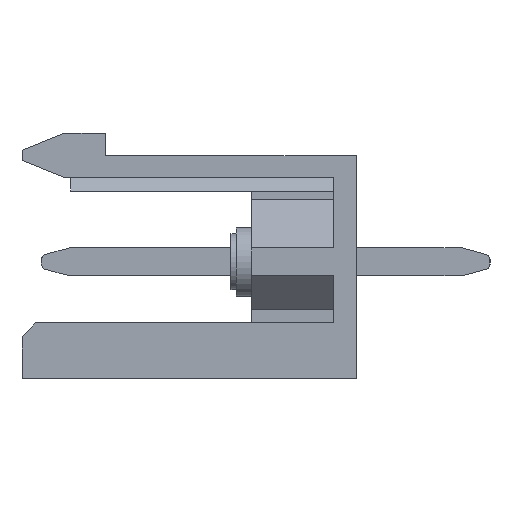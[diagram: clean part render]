
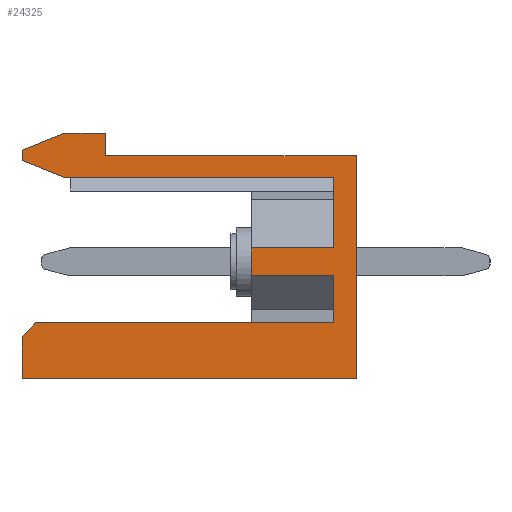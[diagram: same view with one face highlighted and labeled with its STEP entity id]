
A CAD part, left-side view. The second image highlights one B-rep face of the part: STEP entity #24325.
In plain terms, the highlighted planar face has unit normal (-1, 0, 0).
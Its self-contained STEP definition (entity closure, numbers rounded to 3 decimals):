
#366 = VERTEX_POINT ( 'NONE', #9916 ) ;
#439 = LINE ( 'NONE', #8857, #5242 ) ;
#455 = CARTESIAN_POINT ( 'NONE',  ( 0., 10.5, -0.77 ) ) ;
#677 = LINE ( 'NONE', #25388, #1318 ) ;
#903 = EDGE_CURVE ( 'NONE', #14821, #6531, #9305, .T. ) ;
#958 = EDGE_CURVE ( 'NONE', #16583, #24892, #677, .T. ) ;
#996 = VECTOR ( 'NONE', #2290, 1000. ) ;
#1142 = EDGE_CURVE ( 'NONE', #13729, #18775, #17039, .T. ) ;
#1218 = EDGE_CURVE ( 'NONE', #18877, #5520, #15201, .T. ) ;
#1318 = VECTOR ( 'NONE', #24908, 1000. ) ;
#1951 = CARTESIAN_POINT ( 'NONE',  ( 0., 0.8, -0.77 ) ) ;
#1993 = EDGE_CURVE ( 'NONE', #15386, #7226, #7403, .T. ) ;
#2158 = VERTEX_POINT ( 'NONE', #23804 ) ;
#2290 = DIRECTION ( 'NONE',  ( 0., 0.928, 0.371 ) ) ;
#2431 = EDGE_CURVE ( 'NONE', #18677, #13895, #8019, .T. ) ;
#3080 = CARTESIAN_POINT ( 'NONE',  ( 0., 3.75, -4.31 ) ) ;
#3086 = DIRECTION ( 'NONE',  ( 0., -1., 0. ) ) ;
#3471 = CARTESIAN_POINT ( 'NONE',  ( 0., 3.75, -3.31 ) ) ;
#3861 = DIRECTION ( 'NONE',  ( 0., -0.928, 0.371 ) ) ;
#3900 = CARTESIAN_POINT ( 'NONE',  ( 0., 10.5, 0.8 ) ) ;
#4269 = LINE ( 'NONE', #5819, #14963 ) ;
#4632 = AXIS2_PLACEMENT_3D ( 'NONE', #15198, #7271, #21042 ) ;
#5020 = EDGE_CURVE ( 'NONE', #18775, #8229, #439, .T. ) ;
#5242 = VECTOR ( 'NONE', #9172, 1000. ) ;
#5520 = VERTEX_POINT ( 'NONE', #22028 ) ;
#5523 = VECTOR ( 'NONE', #14508, 1000. ) ;
#5531 = CARTESIAN_POINT ( 'NONE',  ( 0., 10.5, 0.8 ) ) ;
#5756 = EDGE_CURVE ( 'NONE', #24892, #8673, #14061, .T. ) ;
#5782 = CARTESIAN_POINT ( 'NONE',  ( 0., 10.5, 0.8 ) ) ;
#5819 = CARTESIAN_POINT ( 'NONE',  ( 0., 0.8, -0.77 ) ) ;
#6181 = DIRECTION ( 'NONE',  ( 0., 0., 1. ) ) ;
#6476 = VECTOR ( 'NONE', #3086, 1000. ) ;
#6486 = LINE ( 'NONE', #20269, #996 ) ;
#6531 = VERTEX_POINT ( 'NONE', #9559 ) ;
#6585 = VECTOR ( 'NONE', #24570, 1000. ) ;
#6782 = CARTESIAN_POINT ( 'NONE',  ( 0., 10.5, -0.77 ) ) ;
#6930 = EDGE_CURVE ( 'NONE', #6531, #13729, #15849, .T. ) ;
#7071 = DIRECTION ( 'NONE',  ( 0., 1., 0. ) ) ;
#7226 = VERTEX_POINT ( 'NONE', #455 ) ;
#7271 = DIRECTION ( 'NONE',  ( 1., 0., 0. ) ) ;
#7403 = LINE ( 'NONE', #6782, #12720 ) ;
#7841 = LINE ( 'NONE', #24874, #6585 ) ;
#7873 = CARTESIAN_POINT ( 'NONE',  ( 0., 12., -6.5 ) ) ;
#8019 = LINE ( 'NONE', #16641, #23642 ) ;
#8229 = VERTEX_POINT ( 'NONE', #20917 ) ;
#8510 = CARTESIAN_POINT ( 'NONE',  ( 0., 0.8, -0.77 ) ) ;
#8673 = VERTEX_POINT ( 'NONE', #15154 ) ;
#8857 = CARTESIAN_POINT ( 'NONE',  ( 0., 9.01, 0.8 ) ) ;
#8867 = LINE ( 'NONE', #3471, #19332 ) ;
#9172 = DIRECTION ( 'NONE',  ( 0., 0., -1. ) ) ;
#9305 = LINE ( 'NONE', #19992, #12741 ) ;
#9559 = CARTESIAN_POINT ( 'NONE',  ( 0., 12., 0.2 ) ) ;
#9916 = CARTESIAN_POINT ( 'NONE',  ( 0., 0.8, -4.31 ) ) ;
#9986 = CARTESIAN_POINT ( 'NONE',  ( 0., 11.5, -6. ) ) ;
#10332 = CARTESIAN_POINT ( 'NONE',  ( 0., 9.01, 0.8 ) ) ;
#10423 = LINE ( 'NONE', #20013, #25284 ) ;
#10444 = CARTESIAN_POINT ( 'NONE',  ( 0., 0., 0. ) ) ;
#10776 = EDGE_CURVE ( 'NONE', #18677, #13785, #7841, .T. ) ;
#10919 = LINE ( 'NONE', #8510, #5523 ) ;
#11119 = DIRECTION ( 'NONE',  ( 0., -1., 0. ) ) ;
#11500 = ORIENTED_EDGE ( 'NONE', *, *, #2431, .F. ) ;
#11528 = ORIENTED_EDGE ( 'NONE', *, *, #10776, .T. ) ;
#11728 = ORIENTED_EDGE ( 'NONE', *, *, #21083, .F. ) ;
#11860 = ORIENTED_EDGE ( 'NONE', *, *, #5756, .F. ) ;
#11975 = ORIENTED_EDGE ( 'NONE', *, *, #958, .F. ) ;
#12003 = VECTOR ( 'NONE', #11119, 1000. ) ;
#12108 = ORIENTED_EDGE ( 'NONE', *, *, #20789, .F. ) ;
#12160 = ORIENTED_EDGE ( 'NONE', *, *, #5020, .F. ) ;
#12359 = ORIENTED_EDGE ( 'NONE', *, *, #1142, .F. ) ;
#12420 = FACE_OUTER_BOUND ( 'NONE', #25326, .T. ) ;
#12663 = ORIENTED_EDGE ( 'NONE', *, *, #6930, .F. ) ;
#12720 = VECTOR ( 'NONE', #7071, 1000. ) ;
#12741 = VECTOR ( 'NONE', #19732, 1000. ) ;
#12902 = ORIENTED_EDGE ( 'NONE', *, *, #903, .F. ) ;
#13103 = ORIENTED_EDGE ( 'NONE', *, *, #13963, .F. ) ;
#13174 = CARTESIAN_POINT ( 'NONE',  ( 0., 0., -8. ) ) ;
#13232 = ORIENTED_EDGE ( 'NONE', *, *, #1993, .F. ) ;
#13356 = ORIENTED_EDGE ( 'NONE', *, *, #16999, .F. ) ;
#13383 = EDGE_CURVE ( 'NONE', #13895, #366, #10919, .T. ) ;
#13401 = ORIENTED_EDGE ( 'NONE', *, *, #1218, .F. ) ;
#13729 = VERTEX_POINT ( 'NONE', #5531 ) ;
#13785 = VERTEX_POINT ( 'NONE', #7873 ) ;
#13895 = VERTEX_POINT ( 'NONE', #21960 ) ;
#13963 = EDGE_CURVE ( 'NONE', #7226, #14821, #6486, .T. ) ;
#13979 = ORIENTED_EDGE ( 'NONE', *, *, #20919, .T. ) ;
#14061 = LINE ( 'NONE', #19112, #23753 ) ;
#14508 = DIRECTION ( 'NONE',  ( 0., 0., 1. ) ) ;
#14567 = CARTESIAN_POINT ( 'NONE',  ( 0., 3.75, -3.31 ) ) ;
#14676 = ORIENTED_EDGE ( 'NONE', *, *, #21388, .T. ) ;
#14721 = ORIENTED_EDGE ( 'NONE', *, *, #13383, .F. ) ;
#14821 = VERTEX_POINT ( 'NONE', #23069 ) ;
#14963 = VECTOR ( 'NONE', #17748, 1000. ) ;
#15093 = CARTESIAN_POINT ( 'NONE',  ( 0., 9.01, 0. ) ) ;
#15147 = DIRECTION ( 'NONE',  ( 0., -1., 0. ) ) ;
#15154 = CARTESIAN_POINT ( 'NONE',  ( 0., 12., -8. ) ) ;
#15198 = CARTESIAN_POINT ( 'NONE',  ( 0., 0., 0. ) ) ;
#15201 = LINE ( 'NONE', #21704, #24813 ) ;
#15386 = VERTEX_POINT ( 'NONE', #1951 ) ;
#15525 = DIRECTION ( 'NONE',  ( 0., 0., -1. ) ) ;
#15849 = LINE ( 'NONE', #3900, #21584 ) ;
#16583 = VERTEX_POINT ( 'NONE', #10444 ) ;
#16641 = CARTESIAN_POINT ( 'NONE',  ( 0., 0.8, -6. ) ) ;
#16724 = DIRECTION ( 'NONE',  ( 0., -1., 0. ) ) ;
#16888 = VECTOR ( 'NONE', #15147, 1000. ) ;
#16999 = EDGE_CURVE ( 'NONE', #5520, #15386, #4269, .T. ) ;
#17039 = LINE ( 'NONE', #5782, #6476 ) ;
#17489 = LINE ( 'NONE', #3080, #16888 ) ;
#17748 = DIRECTION ( 'NONE',  ( 0., 0., 1. ) ) ;
#17826 = DIRECTION ( 'NONE',  ( 0., -1., 0. ) ) ;
#18677 = VERTEX_POINT ( 'NONE', #9986 ) ;
#18775 = VERTEX_POINT ( 'NONE', #10332 ) ;
#18877 = VERTEX_POINT ( 'NONE', #14567 ) ;
#19087 = PLANE ( 'NONE',  #4632 ) ;
#19107 = DIRECTION ( 'NONE',  ( 0., 1., 0. ) ) ;
#19112 = CARTESIAN_POINT ( 'NONE',  ( 0., 0., -8. ) ) ;
#19332 = VECTOR ( 'NONE', #15525, 1000. ) ;
#19732 = DIRECTION ( 'NONE',  ( 0., 0., 1. ) ) ;
#19992 = CARTESIAN_POINT ( 'NONE',  ( 0., 12., -0.17 ) ) ;
#20013 = CARTESIAN_POINT ( 'NONE',  ( 0., 12., -8. ) ) ;
#20269 = CARTESIAN_POINT ( 'NONE',  ( 0., 12., -0.17 ) ) ;
#20789 = EDGE_CURVE ( 'NONE', #8229, #16583, #22967, .T. ) ;
#20917 = CARTESIAN_POINT ( 'NONE',  ( 0., 9.01, 0. ) ) ;
#20919 = EDGE_CURVE ( 'NONE', #18877, #2158, #8867, .T. ) ;
#21042 = DIRECTION ( 'NONE',  ( 0., 0., -1. ) ) ;
#21083 = EDGE_CURVE ( 'NONE', #8673, #13785, #10423, .T. ) ;
#21388 = EDGE_CURVE ( 'NONE', #2158, #366, #17489, .T. ) ;
#21584 = VECTOR ( 'NONE', #3861, 1000. ) ;
#21704 = CARTESIAN_POINT ( 'NONE',  ( 0., 3.75, -3.31 ) ) ;
#21960 = CARTESIAN_POINT ( 'NONE',  ( 0., 0.8, -6. ) ) ;
#22028 = CARTESIAN_POINT ( 'NONE',  ( 0., 0.8, -3.31 ) ) ;
#22967 = LINE ( 'NONE', #15093, #12003 ) ;
#23069 = CARTESIAN_POINT ( 'NONE',  ( 0., 12., -0.17 ) ) ;
#23642 = VECTOR ( 'NONE', #16724, 1000. ) ;
#23753 = VECTOR ( 'NONE', #19107, 1000. ) ;
#23804 = CARTESIAN_POINT ( 'NONE',  ( 0., 3.75, -4.31 ) ) ;
#24325 = ADVANCED_FACE ( 'NONE', ( #12420 ), #19087, .F. ) ;
#24570 = DIRECTION ( 'NONE',  ( 0., 0.707, -0.707 ) ) ;
#24813 = VECTOR ( 'NONE', #17826, 1000. ) ;
#24874 = CARTESIAN_POINT ( 'NONE',  ( 0., 11.5, -6. ) ) ;
#24892 = VERTEX_POINT ( 'NONE', #13174 ) ;
#24908 = DIRECTION ( 'NONE',  ( 0., 0., -1. ) ) ;
#25284 = VECTOR ( 'NONE', #6181, 1000. ) ;
#25326 = EDGE_LOOP ( 'NONE', ( #11500, #11528, #11728, #11860, #11975, #12108, #12160, #12359, #12663, #12902, #13103, #13232, #13356, #13401, #13979, #14676, #14721 ) ) ;
#25388 = CARTESIAN_POINT ( 'NONE',  ( 0., 0., 0. ) ) ;
